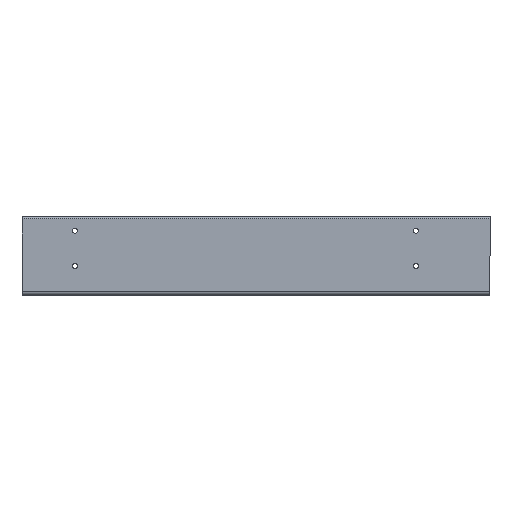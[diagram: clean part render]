
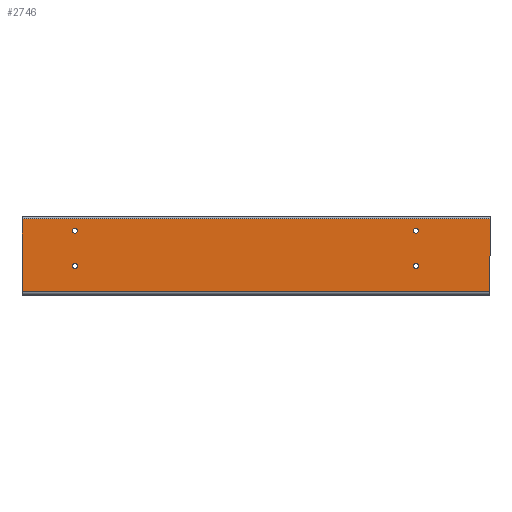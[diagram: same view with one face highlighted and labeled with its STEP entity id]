
A CAD part, front view. The second image highlights one B-rep face of the part: STEP entity #2746.
In plain terms, the highlighted planar face has unit normal (0, -1, 0).
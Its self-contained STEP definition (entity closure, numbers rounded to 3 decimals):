
#11 = AXIS2_PLACEMENT_3D ( 'NONE', #2263, #2035, #3051 ) ;
#31 = CIRCLE ( 'NONE', #902, 2.15 ) ;
#37 = VECTOR ( 'NONE', #1304, 1000. ) ;
#49 = FACE_OUTER_BOUND ( 'NONE', #2342, .T. ) ;
#86 = DIRECTION ( 'NONE',  ( 0., 1., 0. ) ) ;
#92 = CIRCLE ( 'NONE', #2872, 2.15 ) ;
#129 = ORIENTED_EDGE ( 'NONE', *, *, #1099, .T. ) ;
#159 = ORIENTED_EDGE ( 'NONE', *, *, #2513, .T. ) ;
#203 = VECTOR ( 'NONE', #323, 1000. ) ;
#225 = DIRECTION ( 'NONE',  ( 0., 0., 1. ) ) ;
#266 = CARTESIAN_POINT ( 'NONE',  ( -348., -49.1, 0. ) ) ;
#267 = CARTESIAN_POINT ( 'NONE',  ( -13., -49.1, 20.85 ) ) ;
#278 = EDGE_CURVE ( 'NONE', #498, #1479, #31, .T. ) ;
#323 = DIRECTION ( 'NONE',  ( -1., 0., 0. ) ) ;
#325 = ORIENTED_EDGE ( 'NONE', *, *, #1573, .T. ) ;
#344 = ORIENTED_EDGE ( 'NONE', *, *, #3163, .T. ) ;
#416 = EDGE_CURVE ( 'NONE', #935, #3168, #2735, .T. ) ;
#455 = DIRECTION ( 'NONE',  ( 0., 0., 1. ) ) ;
#481 = CARTESIAN_POINT ( 'NONE',  ( -303., -49.1, 50.85 ) ) ;
#498 = VERTEX_POINT ( 'NONE', #481 ) ;
#508 = CARTESIAN_POINT ( 'NONE',  ( -303., -49.1, 20.85 ) ) ;
#550 = CARTESIAN_POINT ( 'NONE',  ( 50., -49.1, 0. ) ) ;
#592 = ORIENTED_EDGE ( 'NONE', *, *, #733, .T. ) ;
#593 = CARTESIAN_POINT ( 'NONE',  ( -303., -49.1, 25.15 ) ) ;
#628 = EDGE_CURVE ( 'NONE', #1456, #2860, #2130, .T. ) ;
#632 = CIRCLE ( 'NONE', #1289, 2.15 ) ;
#666 = EDGE_LOOP ( 'NONE', ( #592, #2400 ) ) ;
#677 = CARTESIAN_POINT ( 'NONE',  ( -303., -49.1, 23. ) ) ;
#698 = CARTESIAN_POINT ( 'NONE',  ( -13., -49.1, 25.15 ) ) ;
#733 = EDGE_CURVE ( 'NONE', #3168, #935, #3209, .T. ) ;
#772 = ORIENTED_EDGE ( 'NONE', *, *, #628, .F. ) ;
#830 = FACE_BOUND ( 'NONE', #2668, .T. ) ;
#902 = AXIS2_PLACEMENT_3D ( 'NONE', #2752, #2493, #455 ) ;
#912 = EDGE_CURVE ( 'NONE', #1456, #3254, #1605, .T. ) ;
#935 = VERTEX_POINT ( 'NONE', #508 ) ;
#957 = CARTESIAN_POINT ( 'NONE',  ( 50., -49.1, 63. ) ) ;
#1066 = FACE_BOUND ( 'NONE', #3047, .T. ) ;
#1076 = CIRCLE ( 'NONE', #2988, 2.15 ) ;
#1099 = EDGE_CURVE ( 'NONE', #3328, #2078, #3028, .T. ) ;
#1114 = FACE_BOUND ( 'NONE', #666, .T. ) ;
#1214 = DIRECTION ( 'NONE',  ( 0., 1., 0. ) ) ;
#1248 = DIRECTION ( 'NONE',  ( 0., 0., 1. ) ) ;
#1282 = VERTEX_POINT ( 'NONE', #3127 ) ;
#1289 = AXIS2_PLACEMENT_3D ( 'NONE', #2237, #2796, #1248 ) ;
#1304 = DIRECTION ( 'NONE',  ( 0., 0., -1. ) ) ;
#1322 = CARTESIAN_POINT ( 'NONE',  ( 0., -49.1, 0. ) ) ;
#1386 = ORIENTED_EDGE ( 'NONE', *, *, #278, .T. ) ;
#1433 = DIRECTION ( 'NONE',  ( 0., 0., 1. ) ) ;
#1446 = DIRECTION ( 'NONE',  ( 0., 1., 0. ) ) ;
#1455 = ORIENTED_EDGE ( 'NONE', *, *, #912, .T. ) ;
#1456 = VERTEX_POINT ( 'NONE', #1498 ) ;
#1479 = VERTEX_POINT ( 'NONE', #2223 ) ;
#1498 = CARTESIAN_POINT ( 'NONE',  ( 50., -49.1, 1.6 ) ) ;
#1543 = ORIENTED_EDGE ( 'NONE', *, *, #2593, .T. ) ;
#1573 = EDGE_CURVE ( 'NONE', #1782, #1282, #632, .T. ) ;
#1605 = LINE ( 'NONE', #550, #2105 ) ;
#1772 = CARTESIAN_POINT ( 'NONE',  ( -348., -49.1, 63. ) ) ;
#1782 = VERTEX_POINT ( 'NONE', #2437 ) ;
#1908 = FACE_BOUND ( 'NONE', #2310, .T. ) ;
#1957 = CARTESIAN_POINT ( 'NONE',  ( -348., -49.1, 1.6 ) ) ;
#1993 = CARTESIAN_POINT ( 'NONE',  ( 0., -49.1, 63. ) ) ;
#2035 = DIRECTION ( 'NONE',  ( 0., 1., 0. ) ) ;
#2036 = CARTESIAN_POINT ( 'NONE',  ( -303., -49.1, 53. ) ) ;
#2070 = DIRECTION ( 'NONE',  ( 0., 0., 1. ) ) ;
#2078 = VERTEX_POINT ( 'NONE', #267 ) ;
#2105 = VECTOR ( 'NONE', #2395, 1000. ) ;
#2130 = LINE ( 'NONE', #2387, #203 ) ;
#2160 = AXIS2_PLACEMENT_3D ( 'NONE', #1322, #2692, #3207 ) ;
#2223 = CARTESIAN_POINT ( 'NONE',  ( -303., -49.1, 55.15 ) ) ;
#2236 = DIRECTION ( 'NONE',  ( 0., 0., 1. ) ) ;
#2237 = CARTESIAN_POINT ( 'NONE',  ( -13., -49.1, 53. ) ) ;
#2263 = CARTESIAN_POINT ( 'NONE',  ( -303., -49.1, 23. ) ) ;
#2279 = AXIS2_PLACEMENT_3D ( 'NONE', #3310, #2813, #2236 ) ;
#2310 = EDGE_LOOP ( 'NONE', ( #344, #325 ) ) ;
#2312 = DIRECTION ( 'NONE',  ( 0., 0., 1. ) ) ;
#2333 = AXIS2_PLACEMENT_3D ( 'NONE', #677, #1446, #2312 ) ;
#2342 = EDGE_LOOP ( 'NONE', ( #1455, #2881, #1543, #772 ) ) ;
#2387 = CARTESIAN_POINT ( 'NONE',  ( -348., -49.1, 1.6 ) ) ;
#2395 = DIRECTION ( 'NONE',  ( 0., 0., 1. ) ) ;
#2400 = ORIENTED_EDGE ( 'NONE', *, *, #416, .T. ) ;
#2406 = CARTESIAN_POINT ( 'NONE',  ( -13., -49.1, 53. ) ) ;
#2437 = CARTESIAN_POINT ( 'NONE',  ( -13., -49.1, 50.85 ) ) ;
#2493 = DIRECTION ( 'NONE',  ( 0., 1., 0. ) ) ;
#2496 = CARTESIAN_POINT ( 'NONE',  ( -13., -49.1, 23. ) ) ;
#2513 = EDGE_CURVE ( 'NONE', #1479, #498, #92, .T. ) ;
#2593 = EDGE_CURVE ( 'NONE', #2646, #2860, #2882, .T. ) ;
#2601 = VECTOR ( 'NONE', #3322, 1000. ) ;
#2646 = VERTEX_POINT ( 'NONE', #1772 ) ;
#2668 = EDGE_LOOP ( 'NONE', ( #129, #3221 ) ) ;
#2692 = DIRECTION ( 'NONE',  ( 0., 1., 0. ) ) ;
#2698 = AXIS2_PLACEMENT_3D ( 'NONE', #2496, #1214, #225 ) ;
#2735 = CIRCLE ( 'NONE', #11, 2.15 ) ;
#2746 = ADVANCED_FACE ( 'NONE', ( #1066, #1908, #830, #1114, #49 ), #2950, .F. ) ;
#2752 = CARTESIAN_POINT ( 'NONE',  ( -303., -49.1, 53. ) ) ;
#2768 = LINE ( 'NONE', #1993, #2601 ) ;
#2796 = DIRECTION ( 'NONE',  ( 0., 1., 0. ) ) ;
#2813 = DIRECTION ( 'NONE',  ( 0., 1., 0. ) ) ;
#2857 = DIRECTION ( 'NONE',  ( 0., 1., 0. ) ) ;
#2860 = VERTEX_POINT ( 'NONE', #1957 ) ;
#2872 = AXIS2_PLACEMENT_3D ( 'NONE', #2036, #2857, #2070 ) ;
#2881 = ORIENTED_EDGE ( 'NONE', *, *, #3269, .T. ) ;
#2882 = LINE ( 'NONE', #266, #37 ) ;
#2950 = PLANE ( 'NONE',  #2160 ) ;
#2988 = AXIS2_PLACEMENT_3D ( 'NONE', #2406, #86, #1433 ) ;
#3028 = CIRCLE ( 'NONE', #2698, 2.15 ) ;
#3047 = EDGE_LOOP ( 'NONE', ( #159, #1386 ) ) ;
#3051 = DIRECTION ( 'NONE',  ( 0., 0., 1. ) ) ;
#3127 = CARTESIAN_POINT ( 'NONE',  ( -13., -49.1, 55.15 ) ) ;
#3150 = CIRCLE ( 'NONE', #2279, 2.15 ) ;
#3163 = EDGE_CURVE ( 'NONE', #1282, #1782, #1076, .T. ) ;
#3168 = VERTEX_POINT ( 'NONE', #593 ) ;
#3207 = DIRECTION ( 'NONE',  ( 0., 0., 1. ) ) ;
#3209 = CIRCLE ( 'NONE', #2333, 2.15 ) ;
#3221 = ORIENTED_EDGE ( 'NONE', *, *, #3362, .T. ) ;
#3254 = VERTEX_POINT ( 'NONE', #957 ) ;
#3269 = EDGE_CURVE ( 'NONE', #3254, #2646, #2768, .T. ) ;
#3310 = CARTESIAN_POINT ( 'NONE',  ( -13., -49.1, 23. ) ) ;
#3322 = DIRECTION ( 'NONE',  ( -1., 0., 0. ) ) ;
#3328 = VERTEX_POINT ( 'NONE', #698 ) ;
#3362 = EDGE_CURVE ( 'NONE', #2078, #3328, #3150, .T. ) ;
